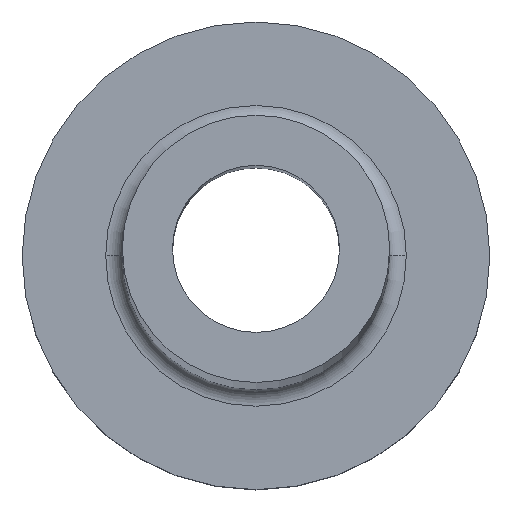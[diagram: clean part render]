
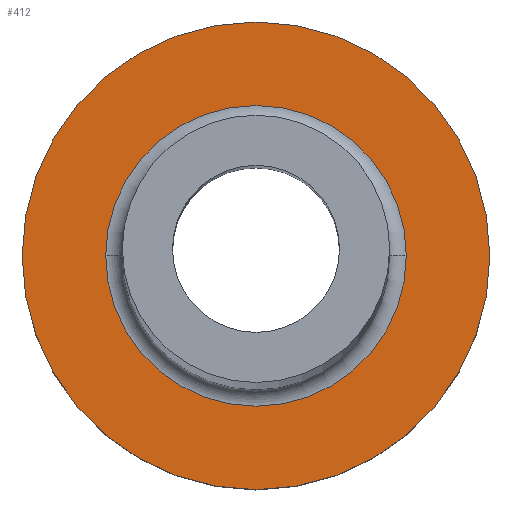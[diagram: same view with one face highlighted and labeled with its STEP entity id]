
A CAD part, top view. The second image highlights one B-rep face of the part: STEP entity #412.
In plain terms, the highlighted planar face has unit normal (0, 0, 1).
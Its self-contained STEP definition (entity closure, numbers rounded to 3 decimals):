
#18 = AXIS2_PLACEMENT_3D ( 'NONE', #296, #111, #361 ) ;
#21 = EDGE_CURVE ( 'NONE', #250, #107, #234, .T. ) ;
#30 = AXIS2_PLACEMENT_3D ( 'NONE', #441, #189, #47 ) ;
#41 = ORIENTED_EDGE ( 'NONE', *, *, #89, .T. ) ;
#47 = DIRECTION ( 'NONE',  ( 1., 0., 0. ) ) ;
#49 = DIRECTION ( 'NONE',  ( 1., 0., 0. ) ) ;
#88 = AXIS2_PLACEMENT_3D ( 'NONE', #446, #339, #49 ) ;
#89 = EDGE_CURVE ( 'NONE', #349, #455, #450, .T. ) ;
#100 = CARTESIAN_POINT ( 'NONE',  ( 0., 0., 5. ) ) ;
#107 = VERTEX_POINT ( 'NONE', #397 ) ;
#111 = DIRECTION ( 'NONE',  ( 0., 0., 1. ) ) ;
#119 = DIRECTION ( 'NONE',  ( 0., 0., 1. ) ) ;
#139 = EDGE_LOOP ( 'NONE', ( #401, #41 ) ) ;
#169 = AXIS2_PLACEMENT_3D ( 'NONE', #343, #309, #347 ) ;
#173 = FACE_OUTER_BOUND ( 'NONE', #139, .T. ) ;
#180 = ORIENTED_EDGE ( 'NONE', *, *, #21, .T. ) ;
#189 = DIRECTION ( 'NONE',  ( 0., 0., -1. ) ) ;
#207 = ORIENTED_EDGE ( 'NONE', *, *, #325, .T. ) ;
#234 = CIRCLE ( 'NONE', #30, 4.5 ) ;
#243 = EDGE_CURVE ( 'NONE', #455, #349, #381, .T. ) ;
#250 = VERTEX_POINT ( 'NONE', #276 ) ;
#261 = AXIS2_PLACEMENT_3D ( 'NONE', #100, #119, #358 ) ;
#276 = CARTESIAN_POINT ( 'NONE',  ( 4.5, 0., 5. ) ) ;
#282 = EDGE_LOOP ( 'NONE', ( #180, #207 ) ) ;
#296 = CARTESIAN_POINT ( 'NONE',  ( 0., 0., 5. ) ) ;
#309 = DIRECTION ( 'NONE',  ( 0., 0., -1. ) ) ;
#325 = EDGE_CURVE ( 'NONE', #107, #250, #460, .T. ) ;
#339 = DIRECTION ( 'NONE',  ( 0., 0., 1. ) ) ;
#343 = CARTESIAN_POINT ( 'NONE',  ( 0., 0., 5. ) ) ;
#347 = DIRECTION ( 'NONE',  ( 1., 0., 0. ) ) ;
#348 = FACE_BOUND ( 'NONE', #282, .T. ) ;
#349 = VERTEX_POINT ( 'NONE', #394 ) ;
#358 = DIRECTION ( 'NONE',  ( 1., 0., 0. ) ) ;
#361 = DIRECTION ( 'NONE',  ( 1., 0., 0. ) ) ;
#369 = CARTESIAN_POINT ( 'NONE',  ( -7., 0., 5. ) ) ;
#381 = CIRCLE ( 'NONE', #88, 7. ) ;
#394 = CARTESIAN_POINT ( 'NONE',  ( 7., 0., 5. ) ) ;
#397 = CARTESIAN_POINT ( 'NONE',  ( -4.5, 0., 5. ) ) ;
#401 = ORIENTED_EDGE ( 'NONE', *, *, #243, .T. ) ;
#412 = ADVANCED_FACE ( 'NONE', ( #348, #173 ), #454, .T. ) ;
#441 = CARTESIAN_POINT ( 'NONE',  ( 0., 0., 5. ) ) ;
#446 = CARTESIAN_POINT ( 'NONE',  ( 0., 0., 5. ) ) ;
#450 = CIRCLE ( 'NONE', #18, 7. ) ;
#454 = PLANE ( 'NONE',  #261 ) ;
#455 = VERTEX_POINT ( 'NONE', #369 ) ;
#460 = CIRCLE ( 'NONE', #169, 4.5 ) ;
